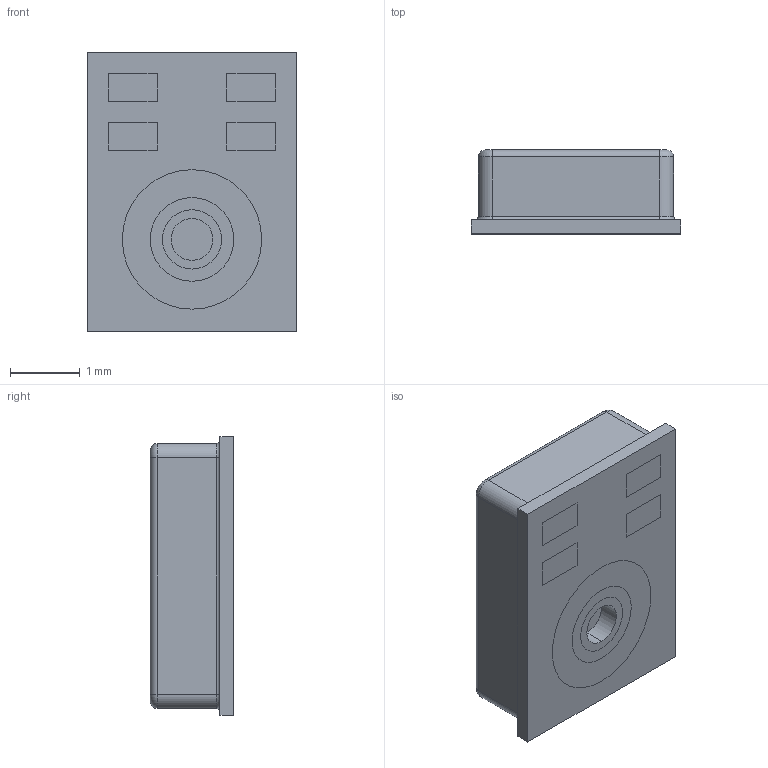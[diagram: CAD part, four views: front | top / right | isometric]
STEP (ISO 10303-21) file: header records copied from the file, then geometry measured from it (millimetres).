
FILE_DESCRIPTION (( 'STEP AP214' ), '1' );
FILE_NAME ('IM72D128V01XTMA1.STEP', '2023-01-18T19:57:52', ( '' ), ( '' ), 'SwSTEP 2.0', 'SolidWorks 2019', '' );
FILE_SCHEMA (( 'AUTOMOTIVE_DESIGN' ));
Length unit declared in the file: millimetre
Products named in the file (1): IM72D128V01XTMA1
Bounding box: 3 x 1.2 x 4 mm (x, y, z)
Volume: 12.9 mm3; surface area: 60.3 mm2
Topology: 8 solids, 8 shells, 96 faces, 206 edges, 132 vertices
Faces by surface type: plane 62, cylinder 26, torus 8
Entity records: 3340 total; most frequent: DIRECTION 460, CARTESIAN_POINT 435, ORIENTED_EDGE 412, EDGE_CURVE 206, AXIS2_PLACEMENT_3D 157, LINE 146, VECTOR 146, VERTEX_POINT 132
